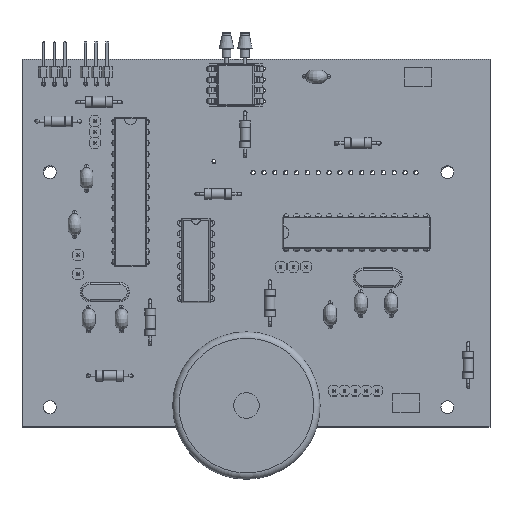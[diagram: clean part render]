
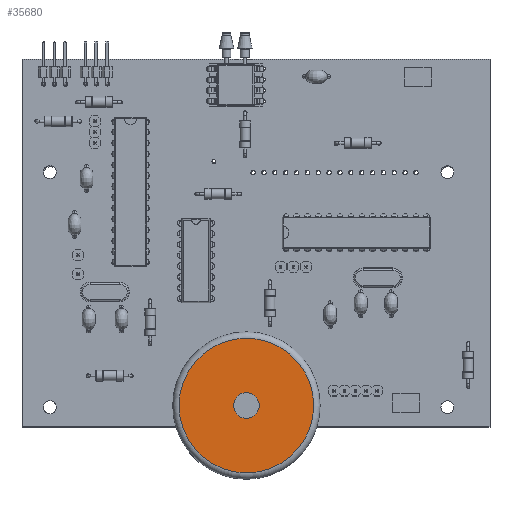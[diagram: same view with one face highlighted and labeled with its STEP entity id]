
A CAD part, top view. The second image highlights one B-rep face of the part: STEP entity #35680.
In plain terms, the highlighted planar face has unit normal (0, 0, 1).
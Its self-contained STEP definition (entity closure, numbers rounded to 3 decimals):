
#889=FACE_BOUND('',#5406,.T.);
#1499=PLANE('',#38383);
#3160=FACE_OUTER_BOUND('',#5405,.T.);
#5405=EDGE_LOOP('',(#28847,#28848));
#5406=EDGE_LOOP('',(#28849));
#14699=CIRCLE('',#38379,3.);
#14701=CIRCLE('',#38384,15.75);
#14702=CIRCLE('',#38385,15.75);
#16872=VERTEX_POINT('',#57181);
#16874=VERTEX_POINT('',#57189);
#16875=VERTEX_POINT('',#57190);
#21079=EDGE_CURVE('',#16872,#16872,#14699,.T.);
#21082=EDGE_CURVE('',#16874,#16875,#14701,.T.);
#21083=EDGE_CURVE('',#16875,#16874,#14702,.T.);
#28847=ORIENTED_EDGE('',*,*,#21082,.F.);
#28848=ORIENTED_EDGE('',*,*,#21083,.F.);
#28849=ORIENTED_EDGE('',*,*,#21079,.T.);
#35680=ADVANCED_FACE('',(#3160,#889),#1499,.T.);
#38379=AXIS2_PLACEMENT_3D('',#57182,#44876,#44877);
#38383=AXIS2_PLACEMENT_3D('',#57188,#44885,#44886);
#38384=AXIS2_PLACEMENT_3D('',#57191,#44887,#44888);
#38385=AXIS2_PLACEMENT_3D('',#57192,#44889,#44890);
#44876=DIRECTION('center_axis',(0.,0.,
-1.));
#44877=DIRECTION('ref_axis',(-1.,0.,0.));
#44885=DIRECTION('center_axis',(0.,0.,
1.));
#44886=DIRECTION('ref_axis',(1.,0.,0.));
#44887=DIRECTION('center_axis',(0.,0.,
-1.));
#44888=DIRECTION('ref_axis',(1.,0.,0.));
#44889=DIRECTION('center_axis',(0.,0.,
-1.));
#44890=DIRECTION('ref_axis',(1.,0.,0.));
#57181=CARTESIAN_POINT('',(3.,0.,9.21));
#57182=CARTESIAN_POINT('Origin',(0.,0.,
9.21));
#57188=CARTESIAN_POINT('Origin',(0.,0.,
9.21));
#57189=CARTESIAN_POINT('',(-15.75,0.,9.21));
#57190=CARTESIAN_POINT('',(0.,15.75,9.21));
#57191=CARTESIAN_POINT('Origin',(0.,0.,
9.21));
#57192=CARTESIAN_POINT('Origin',(0.,0.,
9.21));
